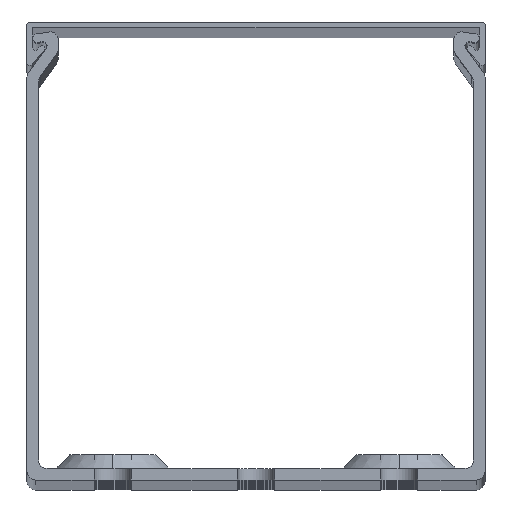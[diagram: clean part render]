
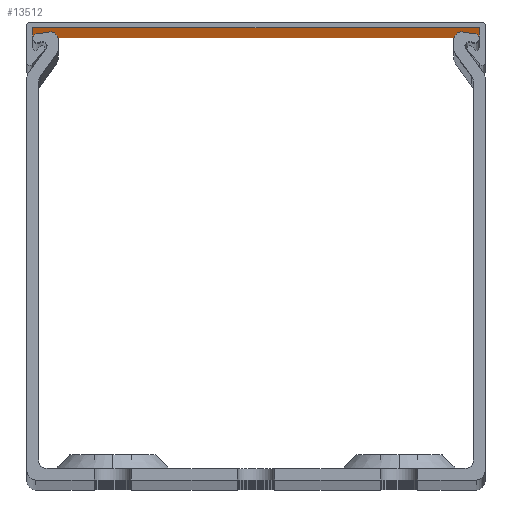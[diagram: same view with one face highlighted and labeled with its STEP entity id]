
A CAD part, top view. The second image highlights one B-rep face of the part: STEP entity #13512.
In plain terms, the highlighted planar face has unit normal (0, -1, 0).
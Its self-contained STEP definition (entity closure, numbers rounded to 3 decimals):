
#1362 = ORIENTED_EDGE ( 'NONE', *, *, #10570, .T. ) ;
#1630 = DIRECTION ( 'NONE',  ( 0., 1., 0. ) ) ;
#1971 = ORIENTED_EDGE ( 'NONE', *, *, #12501, .T. ) ;
#2479 = PLANE ( 'NONE',  #9482 ) ;
#4252 = ORIENTED_EDGE ( 'NONE', *, *, #35439, .T. ) ;
#5014 = CARTESIAN_POINT ( 'NONE',  ( 39., 79., 580.44 ) ) ;
#5038 = VERTEX_POINT ( 'NONE', #20193 ) ;
#7573 = VERTEX_POINT ( 'NONE', #18348 ) ;
#8900 = CARTESIAN_POINT ( 'NONE',  ( -39., 79., 580.44 ) ) ;
#9067 = VERTEX_POINT ( 'NONE', #28326 ) ;
#9482 = AXIS2_PLACEMENT_3D ( 'NONE', #26551, #1630, #12732 ) ;
#10570 = EDGE_CURVE ( 'NONE', #26222, #5038, #11630, .T. ) ;
#11162 = EDGE_CURVE ( 'NONE', #7573, #9067, #21383, .T. ) ;
#11630 = LINE ( 'NONE', #8900, #31507 ) ;
#12501 = EDGE_CURVE ( 'NONE', #5038, #9067, #27032, .T. ) ;
#12732 = DIRECTION ( 'NONE',  ( 0., 0., 1. ) ) ;
#13413 = LINE ( 'NONE', #33209, #29070 ) ;
#13512 = ADVANCED_FACE ( 'NONE', ( #23464 ), #2479, .F. ) ;
#15240 = CARTESIAN_POINT ( 'NONE',  ( -39., 79., 500. ) ) ;
#15918 = DIRECTION ( 'NONE',  ( 0., 0., -1. ) ) ;
#18348 = CARTESIAN_POINT ( 'NONE',  ( 39., 79., 500. ) ) ;
#18820 = EDGE_LOOP ( 'NONE', ( #29900, #4252, #1362, #1971 ) ) ;
#20193 = CARTESIAN_POINT ( 'NONE',  ( -39., 79., -500. ) ) ;
#21037 = DIRECTION ( 'NONE',  ( 1., 0., 0. ) ) ;
#21383 = LINE ( 'NONE', #5014, #26325 ) ;
#22183 = DIRECTION ( 'NONE',  ( 0., 0., -1. ) ) ;
#23464 = FACE_OUTER_BOUND ( 'NONE', #18820, .T. ) ;
#26222 = VERTEX_POINT ( 'NONE', #15240 ) ;
#26325 = VECTOR ( 'NONE', #15918, 1000. ) ;
#26551 = CARTESIAN_POINT ( 'NONE',  ( -39., 79., 580.44 ) ) ;
#27032 = LINE ( 'NONE', #35559, #27551 ) ;
#27551 = VECTOR ( 'NONE', #21037, 1000. ) ;
#28326 = CARTESIAN_POINT ( 'NONE',  ( 39., 79., -500. ) ) ;
#29070 = VECTOR ( 'NONE', #32861, 1000. ) ;
#29900 = ORIENTED_EDGE ( 'NONE', *, *, #11162, .F. ) ;
#31507 = VECTOR ( 'NONE', #22183, 1000. ) ;
#32861 = DIRECTION ( 'NONE',  ( -1., 0., 0. ) ) ;
#33209 = CARTESIAN_POINT ( 'NONE',  ( -39., 79., 500. ) ) ;
#35439 = EDGE_CURVE ( 'NONE', #7573, #26222, #13413, .T. ) ;
#35559 = CARTESIAN_POINT ( 'NONE',  ( -39., 79., -500. ) ) ;
